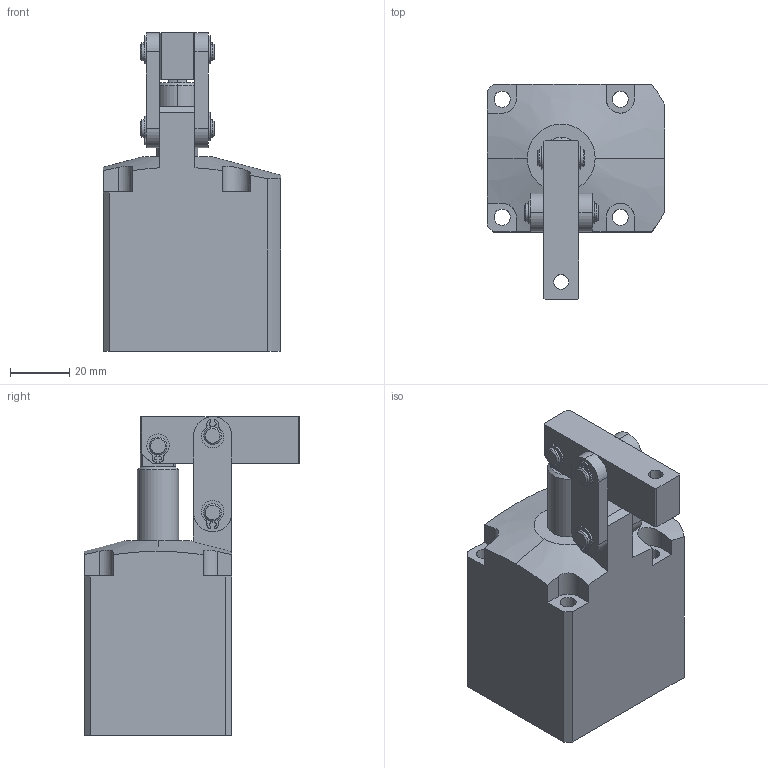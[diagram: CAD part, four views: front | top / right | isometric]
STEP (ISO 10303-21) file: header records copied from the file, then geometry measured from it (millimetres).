
FILE_DESCRIPTION (( 'STEP AP203' ), '1' );
FILE_NAME ('BLU-04L.STEP', '2021-04-05T01:26:07', ( '微软用户' ), ( '微软中国' ), 'SwSTEP 2.0', 'SolidWorks 2012', '' );
FILE_SCHEMA (( 'CONFIG_CONTROL_DESIGN' ));
Length unit declared in the file: millimetre
Products named in the file (8): BLU-04L; circlips for shaft--type a small gb_GB_CONNECTING_PIECE_RING_RRA 6; BLU-04揤旋; BLU-04种粣2; BLU-04种粣1; BLU-04蟀裝; BLU-04活塞杆; BLU-04L掛极
Assembly tree (14 placements, depth 2):
  BLU-04L
    BLU-04L掛极
    BLU-04活塞杆
    BLU-04蟀裝  x2
    BLU-04种粣1  x2
    BLU-04种粣2
    BLU-04揤旋
    circlips for shaft--type a small gb_GB_CONNECTING_PIECE_RING_RRA 6  x6
Bounding box: 60 x 73 x 108 mm (x, y, z)
Volume: 183370.5 mm3; surface area: 43079 mm2
Topology: 14 solids, 14 shells, 408 faces, 1007 edges, 655 vertices
Faces by surface type: cylinder 184, plane 156, cone 44, bspline 16, torus 6, sphere 2
Entity records: 9737 total; most frequent: CARTESIAN_POINT 2369, DIRECTION 1349, ORIENTED_EDGE 1282, EDGE_CURVE 641, AXIS2_PLACEMENT_3D 499, VERTEX_POINT 415, LINE 351, VECTOR 351
